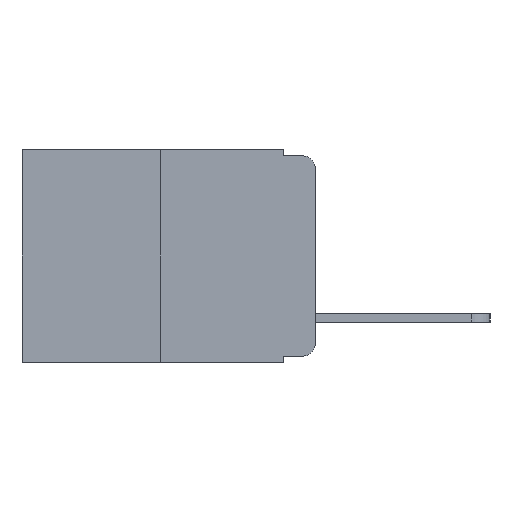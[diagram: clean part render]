
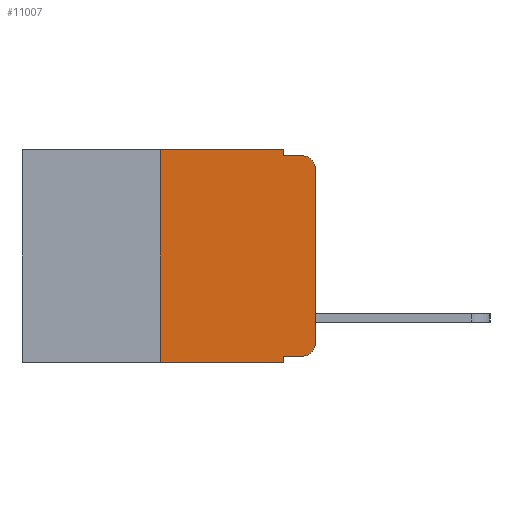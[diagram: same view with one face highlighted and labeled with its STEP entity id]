
A CAD part, left-side view. The second image highlights one B-rep face of the part: STEP entity #11007.
In plain terms, the highlighted planar face has unit normal (-1, 0, 0).
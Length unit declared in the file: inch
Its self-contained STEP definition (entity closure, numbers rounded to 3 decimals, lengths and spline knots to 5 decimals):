
#297 = VECTOR ( 'NONE', #14219, 39.37008 ) ;
#358 = EDGE_CURVE ( 'NONE', #9113, #7020, #1487, .T. ) ;
#521 = VERTEX_POINT ( 'NONE', #5309 ) ;
#713 = EDGE_CURVE ( 'NONE', #1617, #4390, #16045, .T. ) ;
#739 = EDGE_CURVE ( 'NONE', #4390, #16995, #12762, .T. ) ;
#743 = EDGE_CURVE ( 'NONE', #521, #16995, #8889, .T. ) ;
#747 = EDGE_CURVE ( 'NONE', #18068, #521, #12392, .T. ) ;
#767 = CARTESIAN_POINT ( 'NONE',  ( 0., 0.02, -0.333 ) ) ;
#770 = EDGE_CURVE ( 'NONE', #9113, #11630, #15275, .T. ) ;
#782 = EDGE_CURVE ( 'NONE', #8508, #7020, #11159, .T. ) ;
#807 = EDGE_CURVE ( 'NONE', #8508, #5299, #17717, .T. ) ;
#815 = EDGE_CURVE ( 'NONE', #5299, #1617, #17347, .T. ) ;
#822 = VECTOR ( 'NONE', #5467, 39.37008 ) ;
#847 = CARTESIAN_POINT ( 'NONE',  ( 0., 0.051, -0.343 ) ) ;
#1487 = LINE ( 'NONE', #15753, #16061 ) ;
#1617 = VERTEX_POINT ( 'NONE', #11257 ) ;
#2618 = DIRECTION ( 'NONE',  ( 0., 0., -1. ) ) ;
#3382 = VECTOR ( 'NONE', #15989, 39.37008 ) ;
#3869 = CARTESIAN_POINT ( 'NONE',  ( 0., 0.473, 0. ) ) ;
#4390 = VERTEX_POINT ( 'NONE', #9489 ) ;
#4400 = VECTOR ( 'NONE', #15508, 39.37008 ) ;
#4595 = ORIENTED_EDGE ( 'NONE', *, *, #713, .T. ) ;
#4655 = CARTESIAN_POINT ( 'NONE',  ( 0., 0.25, -0.343 ) ) ;
#5299 = VERTEX_POINT ( 'NONE', #767 ) ;
#5309 = CARTESIAN_POINT ( 'NONE',  ( 0., 0.051, -0.01 ) ) ;
#5403 = VECTOR ( 'NONE', #11677, 39.37008 ) ;
#5467 = DIRECTION ( 'NONE',  ( 0., -1., 0. ) ) ;
#7020 = VERTEX_POINT ( 'NONE', #847 ) ;
#7246 = ORIENTED_EDGE ( 'NONE', *, *, #15678, .F. ) ;
#7706 = AXIS2_PLACEMENT_3D ( 'NONE', #18062, #15954, #17968 ) ;
#7961 = EDGE_LOOP ( 'NONE', ( #4595, #8239, #13504, #15080, #7246, #14691, #12169, #8205, #15456, #18193 ) ) ;
#8205 = ORIENTED_EDGE ( 'NONE', *, *, #782, .F. ) ;
#8239 = ORIENTED_EDGE ( 'NONE', *, *, #739, .T. ) ;
#8508 = VERTEX_POINT ( 'NONE', #15732 ) ;
#8825 = PLANE ( 'NONE',  #9112 ) ;
#8889 = LINE ( 'NONE', #14061, #297 ) ;
#9112 = AXIS2_PLACEMENT_3D ( 'NONE', #10166, #11472, #2618 ) ;
#9113 = VERTEX_POINT ( 'NONE', #4655 ) ;
#9230 = LINE ( 'NONE', #3869, #822 ) ;
#9489 = CARTESIAN_POINT ( 'NONE',  ( 0., 0., -0.03 ) ) ;
#10166 = CARTESIAN_POINT ( 'NONE',  ( 0., 0.473, 0. ) ) ;
#11007 = ADVANCED_FACE ( 'NONE', ( #12880 ), #8825, .F. ) ;
#11159 = LINE ( 'NONE', #18178, #4400 ) ;
#11257 = CARTESIAN_POINT ( 'NONE',  ( 0., 0., -0.313 ) ) ;
#11472 = DIRECTION ( 'NONE',  ( 1., 0., 0. ) ) ;
#11579 = VECTOR ( 'NONE', #16441, 39.37008 ) ;
#11630 = VERTEX_POINT ( 'NONE', #12734 ) ;
#11677 = DIRECTION ( 'NONE',  ( 0., 0., 1. ) ) ;
#11991 = VECTOR ( 'NONE', #15166, 39.37008 ) ;
#12169 = ORIENTED_EDGE ( 'NONE', *, *, #358, .T. ) ;
#12392 = LINE ( 'NONE', #14136, #11991 ) ;
#12734 = CARTESIAN_POINT ( 'NONE',  ( 0., 0.25, 0. ) ) ;
#12762 = CIRCLE ( 'NONE', #16608, 0.02 ) ;
#12880 = FACE_OUTER_BOUND ( 'NONE', #7961, .T. ) ;
#13504 = ORIENTED_EDGE ( 'NONE', *, *, #743, .F. ) ;
#14009 = CARTESIAN_POINT ( 'NONE',  ( 0., 0.02, -0.01 ) ) ;
#14061 = CARTESIAN_POINT ( 'NONE',  ( 0., 0.051, -0.01 ) ) ;
#14136 = CARTESIAN_POINT ( 'NONE',  ( 0., 0.051, 0. ) ) ;
#14219 = DIRECTION ( 'NONE',  ( 0., -1., 0. ) ) ;
#14691 = ORIENTED_EDGE ( 'NONE', *, *, #770, .F. ) ;
#14969 = CARTESIAN_POINT ( 'NONE',  ( 0., 0., 0. ) ) ;
#15080 = ORIENTED_EDGE ( 'NONE', *, *, #747, .F. ) ;
#15166 = DIRECTION ( 'NONE',  ( 0., 0., -1. ) ) ;
#15275 = LINE ( 'NONE', #16184, #11579 ) ;
#15326 = DIRECTION ( 'NONE',  ( 0., 0., -1. ) ) ;
#15456 = ORIENTED_EDGE ( 'NONE', *, *, #807, .T. ) ;
#15508 = DIRECTION ( 'NONE',  ( 0., 0., -1. ) ) ;
#15678 = EDGE_CURVE ( 'NONE', #11630, #18068, #9230, .T. ) ;
#15732 = CARTESIAN_POINT ( 'NONE',  ( 0., 0.051, -0.333 ) ) ;
#15753 = CARTESIAN_POINT ( 'NONE',  ( 0., 0.473, -0.343 ) ) ;
#15954 = DIRECTION ( 'NONE',  ( -1., 0., 0. ) ) ;
#15989 = DIRECTION ( 'NONE',  ( 0., -1., 0. ) ) ;
#16017 = CARTESIAN_POINT ( 'NONE',  ( 0., 0.051, 0. ) ) ;
#16045 = LINE ( 'NONE', #14969, #5403 ) ;
#16061 = VECTOR ( 'NONE', #18114, 39.37008 ) ;
#16184 = CARTESIAN_POINT ( 'NONE',  ( 0., 0.25, 0. ) ) ;
#16249 = CARTESIAN_POINT ( 'NONE',  ( 0., 0.02, -0.03 ) ) ;
#16441 = DIRECTION ( 'NONE',  ( 0., 0., 1. ) ) ;
#16493 = CARTESIAN_POINT ( 'NONE',  ( 0., 0.051, -0.333 ) ) ;
#16608 = AXIS2_PLACEMENT_3D ( 'NONE', #16249, #16664, #15326 ) ;
#16664 = DIRECTION ( 'NONE',  ( -1., 0., 0. ) ) ;
#16995 = VERTEX_POINT ( 'NONE', #14009 ) ;
#17347 = CIRCLE ( 'NONE', #7706, 0.02 ) ;
#17717 = LINE ( 'NONE', #16493, #3382 ) ;
#17968 = DIRECTION ( 'NONE',  ( 0., 0., -1. ) ) ;
#18062 = CARTESIAN_POINT ( 'NONE',  ( 0., 0.02, -0.313 ) ) ;
#18068 = VERTEX_POINT ( 'NONE', #16017 ) ;
#18114 = DIRECTION ( 'NONE',  ( 0., -1., 0. ) ) ;
#18178 = CARTESIAN_POINT ( 'NONE',  ( 0., 0.051, 0. ) ) ;
#18193 = ORIENTED_EDGE ( 'NONE', *, *, #815, .T. ) ;
